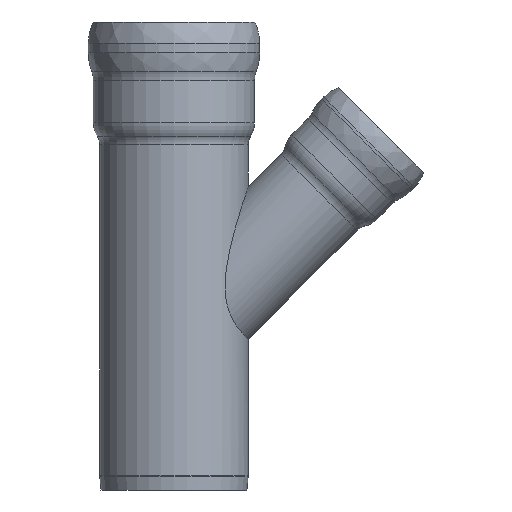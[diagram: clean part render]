
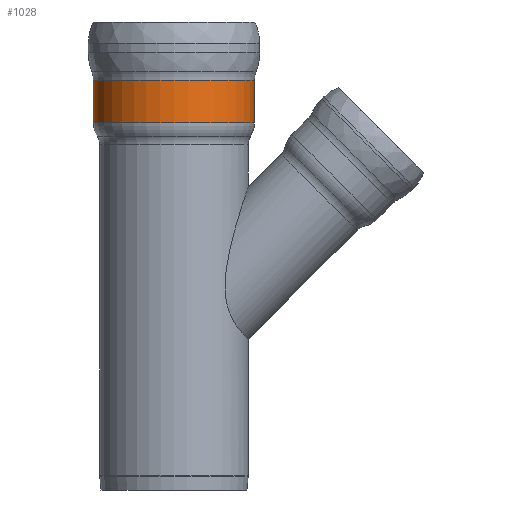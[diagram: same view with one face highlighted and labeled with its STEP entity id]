
A CAD part, left-side view. The second image highlights one B-rep face of the part: STEP entity #1028.
In plain terms, the highlighted cylindrical face has radius 396 mm (diameter 792 mm), a full revolution.
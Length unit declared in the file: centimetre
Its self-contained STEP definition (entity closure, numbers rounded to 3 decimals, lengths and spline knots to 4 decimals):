
#70=CYLINDRICAL_SURFACE('',#1117,39.6);
#96=LINE('',#2193,#121);
#121=VECTOR('',#1342,39.6);
#151=FACE_OUTER_BOUND('',#213,.T.);
#213=EDGE_LOOP('',(#740,#741,#742,#743,#744,#745));
#291=CIRCLE('',#1115,39.6);
#292=CIRCLE('',#1116,39.6);
#293=CIRCLE('',#1118,39.6);
#294=CIRCLE('',#1119,39.6);
#419=VERTEX_POINT('',#2183);
#420=VERTEX_POINT('',#2185);
#421=VERTEX_POINT('',#2189);
#422=VERTEX_POINT('',#2190);
#540=EDGE_CURVE('',#420,#419,#291,.T.);
#541=EDGE_CURVE('',#419,#420,#292,.T.);
#542=EDGE_CURVE('',#421,#422,#293,.T.);
#543=EDGE_CURVE('',#422,#421,#294,.T.);
#544=EDGE_CURVE('',#422,#420,#96,.T.);
#740=ORIENTED_EDGE('',*,*,#542,.F.);
#741=ORIENTED_EDGE('',*,*,#543,.F.);
#742=ORIENTED_EDGE('',*,*,#544,.T.);
#743=ORIENTED_EDGE('',*,*,#540,.T.);
#744=ORIENTED_EDGE('',*,*,#541,.T.);
#745=ORIENTED_EDGE('',*,*,#544,.F.);
#1028=ADVANCED_FACE('',(#151),#70,.T.);
#1115=AXIS2_PLACEMENT_3D('',#2186,#1332,#1333);
#1116=AXIS2_PLACEMENT_3D('',#2187,#1334,#1335);
#1117=AXIS2_PLACEMENT_3D('',#2188,#1336,#1337);
#1118=AXIS2_PLACEMENT_3D('',#2191,#1338,#1339);
#1119=AXIS2_PLACEMENT_3D('',#2192,#1340,#1341);
#1332=DIRECTION('center_axis',(0.,0.,-1.));
#1333=DIRECTION('ref_axis',(1.,0.,0.));
#1334=DIRECTION('center_axis',(0.,0.,-1.));
#1335=DIRECTION('ref_axis',(1.,0.,0.));
#1336=DIRECTION('center_axis',(0.,0.,-1.));
#1337=DIRECTION('ref_axis',(-1.,0.,0.));
#1338=DIRECTION('center_axis',(0.,0.,-1.));
#1339=DIRECTION('ref_axis',(1.,0.,0.));
#1340=DIRECTION('center_axis',(0.,0.,-1.));
#1341=DIRECTION('ref_axis',(1.,0.,0.));
#1342=DIRECTION('',(0.,0.,1.));
#2183=CARTESIAN_POINT('',(57.2948,165.4946,126.6575));
#2185=CARTESIAN_POINT('',(96.8948,205.0946,126.6575));
#2186=CARTESIAN_POINT('Origin',(57.2948,205.0946,126.6575));
#2187=CARTESIAN_POINT('Origin',(57.2948,205.0946,126.6575));
#2188=CARTESIAN_POINT('Origin',(57.2948,205.0946,116.1869));
#2189=CARTESIAN_POINT('',(57.2948,165.4946,105.7162));
#2190=CARTESIAN_POINT('',(96.8948,205.0946,105.7162));
#2191=CARTESIAN_POINT('Origin',(57.2948,205.0946,105.7162));
#2192=CARTESIAN_POINT('Origin',(57.2948,205.0946,105.7162));
#2193=CARTESIAN_POINT('',(96.8948,205.0946,116.1869));
